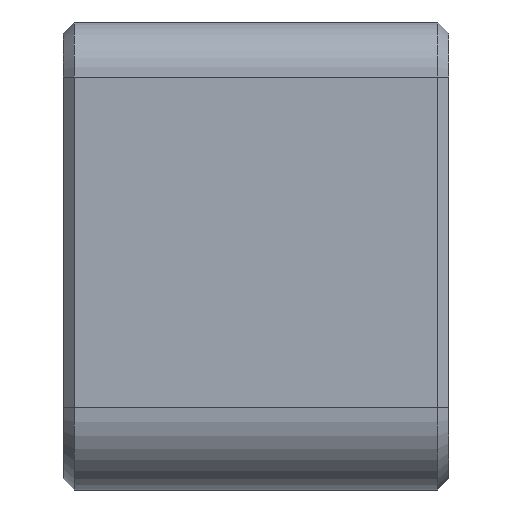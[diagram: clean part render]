
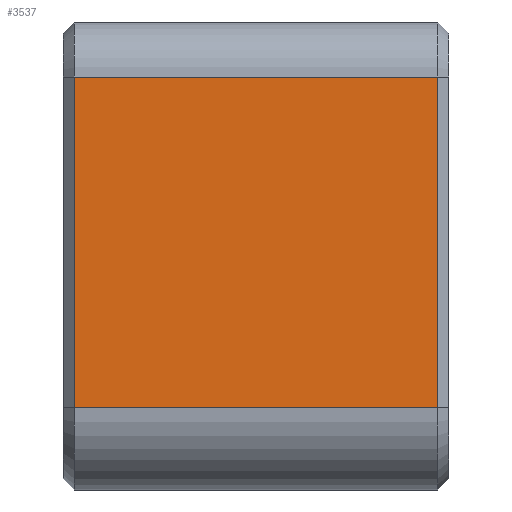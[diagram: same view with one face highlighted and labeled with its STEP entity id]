
A CAD part, left-side view. The second image highlights one B-rep face of the part: STEP entity #3537.
In plain terms, the highlighted planar face has unit normal (-1, 0, 0).
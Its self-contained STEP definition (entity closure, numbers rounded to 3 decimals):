
#325=FACE_OUTER_BOUND('',#536,.T.);
#536=EDGE_LOOP('',(#2511,#2512,#2513,#2514));
#734=LINE('',#4517,#1089);
#807=LINE('',#5100,#1162);
#808=LINE('',#5104,#1163);
#809=LINE('',#5105,#1164);
#1089=VECTOR('',#3892,10.);
#1162=VECTOR('',#4003,10.);
#1163=VECTOR('',#4008,10.);
#1164=VECTOR('',#4009,10.);
#1441=VERTEX_POINT('',#4507);
#1443=VERTEX_POINT('',#4513);
#1585=VERTEX_POINT('',#5099);
#1586=VERTEX_POINT('',#5103);
#1798=EDGE_CURVE('',#1441,#1443,#734,.T.);
#1949=EDGE_CURVE('',#1443,#1585,#807,.T.);
#1951=EDGE_CURVE('',#1586,#1441,#808,.T.);
#1952=EDGE_CURVE('',#1585,#1586,#809,.T.);
#2511=ORIENTED_EDGE('',*,*,#1798,.F.);
#2512=ORIENTED_EDGE('',*,*,#1951,.F.);
#2513=ORIENTED_EDGE('',*,*,#1952,.F.);
#2514=ORIENTED_EDGE('',*,*,#1949,.F.);
#3425=PLANE('',#3765);
#3537=ADVANCED_FACE('',(#325),#3425,.F.);
#3765=AXIS2_PLACEMENT_3D('',#5102,#4006,#4007);
#3892=DIRECTION('',(0.,0.,-1.));
#4003=DIRECTION('',(0.,1.,0.));
#4006=DIRECTION('center_axis',(1.,0.,0.));
#4007=DIRECTION('ref_axis',(0.,0.,-1.));
#4008=DIRECTION('',(0.,-1.,0.));
#4009=DIRECTION('',(0.,0.,1.));
#4507=CARTESIAN_POINT('',(-57.998,-6.6,15.));
#4513=CARTESIAN_POINT('',(-57.998,-6.6,3.));
#4517=CARTESIAN_POINT('',(-57.998,-6.6,8.333));
#5099=CARTESIAN_POINT('',(-57.998,6.6,3.));
#5100=CARTESIAN_POINT('',(-57.998,0.,3.));
#5102=CARTESIAN_POINT('Origin',(-57.998,0.,8.5));
#5103=CARTESIAN_POINT('',(-57.998,6.6,15.));
#5104=CARTESIAN_POINT('',(-57.998,0.,15.));
#5105=CARTESIAN_POINT('',(-57.998,6.6,9.313));
